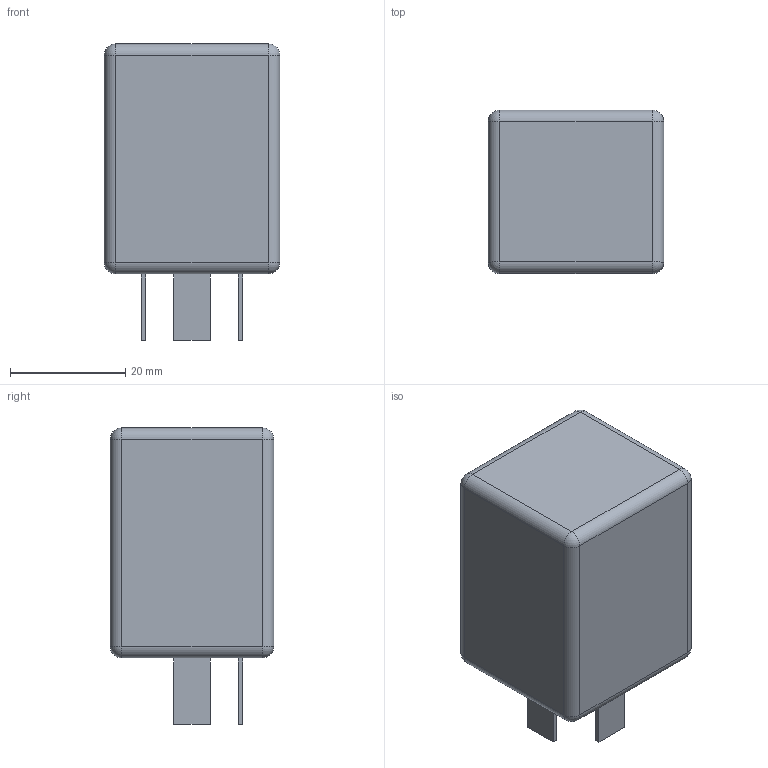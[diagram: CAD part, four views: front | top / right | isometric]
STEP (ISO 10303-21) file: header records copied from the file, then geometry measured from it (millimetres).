
FILE_DESCRIPTION(('FreeCAD Model'),'2;1');
FILE_NAME('Open CASCADE Shape Model','2025-01-04T22:09:36',(''),(''), 'Open CASCADE STEP processor 7.7','FreeCAD','Unknown');
FILE_SCHEMA(('AUTOMOTIVE_DESIGN { 1 0 10303 214 1 1 1 1 }'));
Length unit declared in the file: millimetre
Products named in the file (1): Body
Bounding box: 30.5 x 28.4 x 51.5 mm (x, y, z)
Volume: 34494.4 mm3; surface area: 6593.6 mm2
Topology: 1 solids, 1 shells, 41 faces, 92 edges, 48 vertices
Faces by surface type: plane 21, cylinder 12, sphere 8
Entity records: 2164 total; most frequent: DIRECTION 360, CARTESIAN_POINT 342, LINE 228, VECTOR 228, ORIENTED_EDGE 168, PCURVE 168, DEFINITIONAL_REPRESENTATION 168, EDGE_CURVE 84
